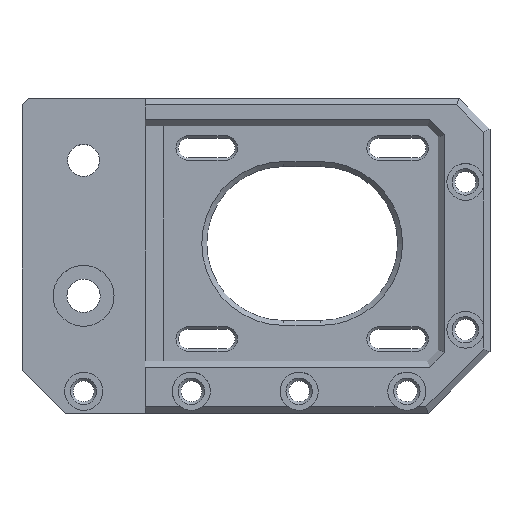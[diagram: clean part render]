
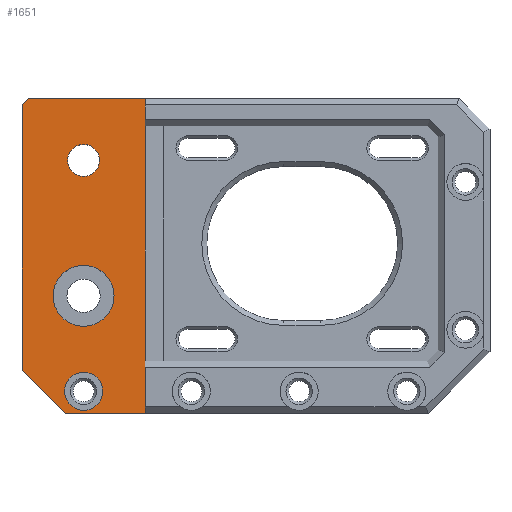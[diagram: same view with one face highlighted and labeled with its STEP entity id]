
A CAD part, top view. The second image highlights one B-rep face of the part: STEP entity #1651.
In plain terms, the highlighted planar face has unit normal (0, 0, 1).
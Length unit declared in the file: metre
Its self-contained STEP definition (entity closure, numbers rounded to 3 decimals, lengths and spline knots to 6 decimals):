
#75=FACE_BOUND('',#292,.T.);
#76=FACE_BOUND('',#293,.T.);
#77=FACE_BOUND('',#294,.T.);
#113=CIRCLE('',#1793,0.0026);
#114=CIRCLE('',#1794,0.0031);
#115=CIRCLE('',#1795,0.00495);
#180=FACE_OUTER_BOUND('',#291,.T.);
#291=EDGE_LOOP('',(#1253,#1254,#1255,#1256,#1257,#1258,#1259,#1260));
#292=EDGE_LOOP('',(#1261));
#293=EDGE_LOOP('',(#1262));
#294=EDGE_LOOP('',(#1263));
#382=LINE('',#2425,#548);
#401=LINE('',#2499,#567);
#427=LINE('',#2563,#593);
#431=LINE('',#2570,#597);
#458=LINE('',#2629,#624);
#459=LINE('',#2632,#625);
#460=LINE('',#2633,#626);
#461=LINE('',#2634,#627);
#548=VECTOR('',#1915,0.01);
#567=VECTOR('',#1974,0.01);
#593=VECTOR('',#2030,0.01);
#597=VECTOR('',#2036,0.01);
#624=VECTOR('',#2095,0.01);
#625=VECTOR('',#2098,0.01);
#626=VECTOR('',#2099,0.01);
#627=VECTOR('',#2100,0.01);
#714=VERTEX_POINT('',#2422);
#715=VERTEX_POINT('',#2424);
#750=VERTEX_POINT('',#2498);
#772=VERTEX_POINT('',#2558);
#773=VERTEX_POINT('',#2562);
#775=VERTEX_POINT('',#2568);
#790=VERTEX_POINT('',#2621);
#792=VERTEX_POINT('',#2631);
#793=VERTEX_POINT('',#2635);
#794=VERTEX_POINT('',#2637);
#795=VERTEX_POINT('',#2639);
#858=EDGE_CURVE('',#714,#715,#382,.T.);
#895=EDGE_CURVE('',#715,#750,#401,.T.);
#927=EDGE_CURVE('',#772,#773,#427,.T.);
#931=EDGE_CURVE('',#775,#772,#431,.T.);
#963=EDGE_CURVE('',#750,#790,#458,.T.);
#964=EDGE_CURVE('',#792,#714,#459,.T.);
#965=EDGE_CURVE('',#773,#792,#460,.T.);
#966=EDGE_CURVE('',#790,#775,#461,.T.);
#967=EDGE_CURVE('',#793,#793,#113,.T.);
#968=EDGE_CURVE('',#794,#794,#114,.T.);
#969=EDGE_CURVE('',#795,#795,#115,.T.);
#1253=ORIENTED_EDGE('',*,*,#858,.F.);
#1254=ORIENTED_EDGE('',*,*,#964,.F.);
#1255=ORIENTED_EDGE('',*,*,#965,.F.);
#1256=ORIENTED_EDGE('',*,*,#927,.F.);
#1257=ORIENTED_EDGE('',*,*,#931,.F.);
#1258=ORIENTED_EDGE('',*,*,#966,.F.);
#1259=ORIENTED_EDGE('',*,*,#963,.F.);
#1260=ORIENTED_EDGE('',*,*,#895,.F.);
#1261=ORIENTED_EDGE('',*,*,#967,.F.);
#1262=ORIENTED_EDGE('',*,*,#968,.F.);
#1263=ORIENTED_EDGE('',*,*,#969,.F.);
#1594=PLANE('',#1792);
#1651=ADVANCED_FACE('',(#180,#75,#76,#77),#1594,.F.);
#1792=AXIS2_PLACEMENT_3D('',#2630,#2096,#2097);
#1793=AXIS2_PLACEMENT_3D('',#2636,#2101,#2102);
#1794=AXIS2_PLACEMENT_3D('',#2638,#2103,#2104);
#1795=AXIS2_PLACEMENT_3D('',#2640,#2105,#2106);
#1915=DIRECTION('',(0.707,0.707,0.));
#1974=DIRECTION('',(1.,0.,0.));
#2030=DIRECTION('',(-1.,0.,0.));
#2036=DIRECTION('',(0.,-1.,0.));
#2095=DIRECTION('',(0.,-1.,0.));
#2096=DIRECTION('center_axis',(0.,0.,-1.));
#2097=DIRECTION('ref_axis',(1.,0.,0.));
#2098=DIRECTION('',(0.,1.,0.));
#2099=DIRECTION('',(-0.707,0.707,0.));
#2100=DIRECTION('',(0.,-1.,0.));
#2101=DIRECTION('center_axis',(0.,0.,1.));
#2102=DIRECTION('ref_axis',(1.,0.,0.));
#2103=DIRECTION('center_axis',(0.,0.,1.));
#2104=DIRECTION('ref_axis',(0.,1.,0.));
#2105=DIRECTION('center_axis',(0.,0.,1.));
#2106=DIRECTION('ref_axis',(1.,0.,0.));
#2422=CARTESIAN_POINT('',(-0.3455,-0.0778,0.034));
#2424=CARTESIAN_POINT('',(-0.3445,-0.0768,0.034));
#2425=CARTESIAN_POINT('',(-0.345,-0.0773,0.034));
#2498=CARTESIAN_POINT('',(-0.3255,-0.0768,0.034));
#2499=CARTESIAN_POINT('',(-0.3245,-0.0768,0.034));
#2558=CARTESIAN_POINT('',(-0.3255,-0.12785,0.034));
#2562=CARTESIAN_POINT('',(-0.3385,-0.12785,0.034));
#2563=CARTESIAN_POINT('',(-0.333,-0.12785,0.034));
#2568=CARTESIAN_POINT('',(-0.3255,-0.1194,0.034));
#2570=CARTESIAN_POINT('',(-0.3255,-0.0768,0.034));
#2621=CARTESIAN_POINT('',(-0.3255,-0.0812,0.034));
#2629=CARTESIAN_POINT('',(-0.3255,-0.0768,0.034));
#2630=CARTESIAN_POINT('Origin',(-0.3455,-0.0768,0.034));
#2631=CARTESIAN_POINT('',(-0.3455,-0.12085,0.034));
#2632=CARTESIAN_POINT('',(-0.3455,-0.08955,0.034));
#2633=CARTESIAN_POINT('',(-0.354763,-0.111588,0.034));
#2634=CARTESIAN_POINT('',(-0.3255,-0.08955,0.034));
#2635=CARTESIAN_POINT('',(-0.3381,-0.0868,0.034));
#2636=CARTESIAN_POINT('Origin',(-0.3355,-0.0868,0.034));
#2637=CARTESIAN_POINT('',(-0.3355,-0.1274,0.034));
#2638=CARTESIAN_POINT('Origin',(-0.3355,-0.1243,0.034));
#2639=CARTESIAN_POINT('',(-0.34045,-0.1088,0.034));
#2640=CARTESIAN_POINT('Origin',(-0.3355,-0.1088,0.034));
